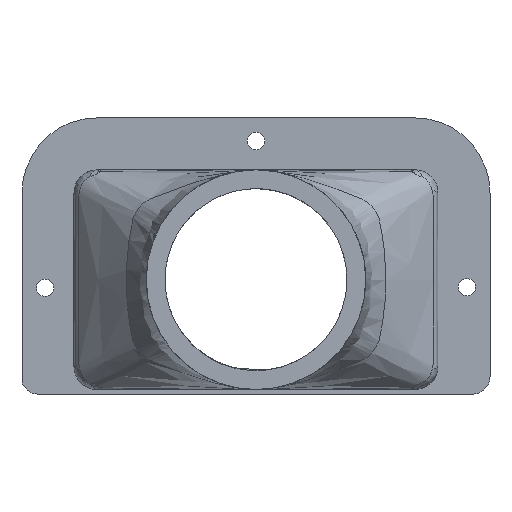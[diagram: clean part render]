
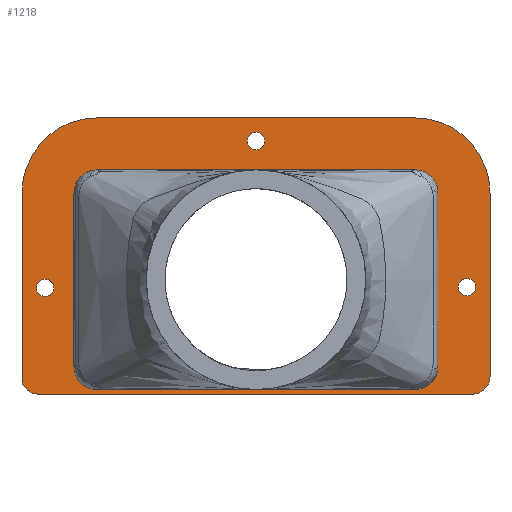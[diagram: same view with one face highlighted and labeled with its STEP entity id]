
A CAD part, left-side view. The second image highlights one B-rep face of the part: STEP entity #1218.
In plain terms, the highlighted planar face has unit normal (-1, 0, 0).
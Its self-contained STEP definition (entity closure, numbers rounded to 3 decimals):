
#109=FACE_BOUND('',#239,.T.);
#110=FACE_BOUND('',#240,.T.);
#111=FACE_BOUND('',#241,.T.);
#112=FACE_BOUND('',#242,.T.);
#121=PLANE('',#1333);
#163=FACE_OUTER_BOUND('',#238,.T.);
#238=EDGE_LOOP('',(#900,#901,#902,#903,#904,#905,#906,#907));
#239=EDGE_LOOP('',(#908,#909,#910,#911,#912,#913,#914,#915));
#240=EDGE_LOOP('',(#916));
#241=EDGE_LOOP('',(#917));
#242=EDGE_LOOP('',(#918));
#326=LINE('',#1792,#394);
#327=LINE('',#1796,#395);
#328=LINE('',#1800,#396);
#329=LINE('',#1803,#397);
#330=LINE('',#1806,#398);
#331=LINE('',#1810,#399);
#332=LINE('',#1814,#400);
#333=LINE('',#1818,#401);
#394=VECTOR('',#1526,10.);
#395=VECTOR('',#1529,10.);
#396=VECTOR('',#1532,10.);
#397=VECTOR('',#1535,10.);
#398=VECTOR('',#1536,10.);
#399=VECTOR('',#1539,10.);
#400=VECTOR('',#1542,10.);
#401=VECTOR('',#1545,10.);
#457=CIRCLE('',#1332,3.);
#458=CIRCLE('',#1334,3.);
#459=CIRCLE('',#1335,13.);
#460=CIRCLE('',#1336,13.);
#461=CIRCLE('',#1337,4.);
#462=CIRCLE('',#1338,4.);
#463=CIRCLE('',#1339,4.);
#464=CIRCLE('',#1340,4.);
#465=CIRCLE('',#1341,1.5);
#466=CIRCLE('',#1342,1.5);
#467=CIRCLE('',#1343,1.5);
#525=VERTEX_POINT('',#1785);
#526=VERTEX_POINT('',#1787);
#527=VERTEX_POINT('',#1791);
#528=VERTEX_POINT('',#1793);
#529=VERTEX_POINT('',#1795);
#530=VERTEX_POINT('',#1797);
#531=VERTEX_POINT('',#1799);
#532=VERTEX_POINT('',#1801);
#533=VERTEX_POINT('',#1804);
#534=VERTEX_POINT('',#1805);
#535=VERTEX_POINT('',#1807);
#536=VERTEX_POINT('',#1809);
#537=VERTEX_POINT('',#1811);
#538=VERTEX_POINT('',#1813);
#539=VERTEX_POINT('',#1815);
#540=VERTEX_POINT('',#1817);
#541=VERTEX_POINT('',#1820);
#542=VERTEX_POINT('',#1822);
#543=VERTEX_POINT('',#1824);
#668=EDGE_CURVE('',#525,#526,#457,.T.);
#670=EDGE_CURVE('',#527,#525,#326,.T.);
#671=EDGE_CURVE('',#528,#527,#458,.T.);
#672=EDGE_CURVE('',#529,#528,#327,.T.);
#673=EDGE_CURVE('',#530,#529,#459,.T.);
#674=EDGE_CURVE('',#530,#531,#328,.T.);
#675=EDGE_CURVE('',#532,#531,#460,.T.);
#676=EDGE_CURVE('',#532,#526,#329,.T.);
#677=EDGE_CURVE('',#533,#534,#330,.T.);
#678=EDGE_CURVE('',#534,#535,#461,.T.);
#679=EDGE_CURVE('',#535,#536,#331,.T.);
#680=EDGE_CURVE('',#536,#537,#462,.T.);
#681=EDGE_CURVE('',#537,#538,#332,.T.);
#682=EDGE_CURVE('',#538,#539,#463,.T.);
#683=EDGE_CURVE('',#539,#540,#333,.T.);
#684=EDGE_CURVE('',#540,#533,#464,.T.);
#685=EDGE_CURVE('',#541,#541,#465,.T.);
#686=EDGE_CURVE('',#542,#542,#466,.T.);
#687=EDGE_CURVE('',#543,#543,#467,.T.);
#900=ORIENTED_EDGE('',*,*,#668,.F.);
#901=ORIENTED_EDGE('',*,*,#670,.F.);
#902=ORIENTED_EDGE('',*,*,#671,.F.);
#903=ORIENTED_EDGE('',*,*,#672,.F.);
#904=ORIENTED_EDGE('',*,*,#673,.F.);
#905=ORIENTED_EDGE('',*,*,#674,.T.);
#906=ORIENTED_EDGE('',*,*,#675,.F.);
#907=ORIENTED_EDGE('',*,*,#676,.T.);
#908=ORIENTED_EDGE('',*,*,#677,.T.);
#909=ORIENTED_EDGE('',*,*,#678,.T.);
#910=ORIENTED_EDGE('',*,*,#679,.T.);
#911=ORIENTED_EDGE('',*,*,#680,.T.);
#912=ORIENTED_EDGE('',*,*,#681,.T.);
#913=ORIENTED_EDGE('',*,*,#682,.T.);
#914=ORIENTED_EDGE('',*,*,#683,.T.);
#915=ORIENTED_EDGE('',*,*,#684,.T.);
#916=ORIENTED_EDGE('',*,*,#685,.F.);
#917=ORIENTED_EDGE('',*,*,#686,.F.);
#918=ORIENTED_EDGE('',*,*,#687,.F.);
#1218=ADVANCED_FACE('',(#163,#109,#110,#111,#112),#121,.F.);
#1332=AXIS2_PLACEMENT_3D('',#1788,#1521,#1522);
#1333=AXIS2_PLACEMENT_3D('',#1790,#1524,#1525);
#1334=AXIS2_PLACEMENT_3D('',#1794,#1527,#1528);
#1335=AXIS2_PLACEMENT_3D('',#1798,#1530,#1531);
#1336=AXIS2_PLACEMENT_3D('',#1802,#1533,#1534);
#1337=AXIS2_PLACEMENT_3D('',#1808,#1537,#1538);
#1338=AXIS2_PLACEMENT_3D('',#1812,#1540,#1541);
#1339=AXIS2_PLACEMENT_3D('',#1816,#1543,#1544);
#1340=AXIS2_PLACEMENT_3D('',#1819,#1546,#1547);
#1341=AXIS2_PLACEMENT_3D('',#1821,#1548,#1549);
#1342=AXIS2_PLACEMENT_3D('',#1823,#1550,#1551);
#1343=AXIS2_PLACEMENT_3D('',#1825,#1552,#1553);
#1521=DIRECTION('center_axis',(1.,0.,0.));
#1522=DIRECTION('ref_axis',(0.,0.939,-0.344));
#1524=DIRECTION('center_axis',(1.,0.,0.));
#1525=DIRECTION('ref_axis',(0.,1.,0.));
#1526=DIRECTION('',(0.,1.,0.));
#1527=DIRECTION('center_axis',(1.,0.,0.));
#1528=DIRECTION('ref_axis',(0.,-0.707,-0.707));
#1529=DIRECTION('',(0.,0.,-1.));
#1530=DIRECTION('center_axis',(1.,0.,0.));
#1531=DIRECTION('ref_axis',(0.,0.,
1.));
#1532=DIRECTION('',(0.,1.,0.));
#1533=DIRECTION('center_axis',(1.,0.,0.));
#1534=DIRECTION('ref_axis',(0.,1.,0.));
#1535=DIRECTION('',(0.,0.,-1.));
#1536=DIRECTION('',(0.,-1.,0.));
#1537=DIRECTION('center_axis',(1.,0.,0.));
#1538=DIRECTION('ref_axis',(0.,-1.,0.));
#1539=DIRECTION('',(0.,0.,-1.));
#1540=DIRECTION('center_axis',(1.,0.,0.));
#1541=DIRECTION('ref_axis',(0.,0.,
-1.));
#1542=DIRECTION('',(0.,1.,0.));
#1543=DIRECTION('center_axis',(1.,0.,0.));
#1544=DIRECTION('ref_axis',(0.,1.,0.));
#1545=DIRECTION('',(0.,0.,1.));
#1546=DIRECTION('center_axis',(1.,0.,0.));
#1547=DIRECTION('ref_axis',(0.,0.,
1.));
#1548=DIRECTION('center_axis',(-1.,0.,0.));
#1549=DIRECTION('ref_axis',(0.,1.,0.));
#1550=DIRECTION('center_axis',(-1.,0.,0.));
#1551=DIRECTION('ref_axis',(0.,1.,0.));
#1552=DIRECTION('center_axis',(-1.,0.,0.));
#1553=DIRECTION('ref_axis',(0.,1.,0.));
#1785=CARTESIAN_POINT('',(-96.6,100.183,-159.8));
#1787=CARTESIAN_POINT('',(-96.6,103.,-157.831));
#1788=CARTESIAN_POINT('Origin',(-96.6,100.183,-156.8));
#1790=CARTESIAN_POINT('Origin',(-96.6,62.5,-135.9));
#1791=CARTESIAN_POINT('',(-96.6,25.,-159.8));
#1792=CARTESIAN_POINT('',(-96.6,22.,-159.8));
#1793=CARTESIAN_POINT('',(-96.6,22.,-156.8));
#1794=CARTESIAN_POINT('Origin',(-96.6,25.,-156.8));
#1795=CARTESIAN_POINT('',(-96.6,22.,-125.));
#1796=CARTESIAN_POINT('',(-96.6,22.,-157.585));
#1797=CARTESIAN_POINT('',(-96.6,35.,-112.));
#1798=CARTESIAN_POINT('Origin',(-96.6,35.,-125.));
#1799=CARTESIAN_POINT('',(-96.6,90.,-112.));
#1800=CARTESIAN_POINT('',(-96.6,35.,-112.));
#1801=CARTESIAN_POINT('',(-96.6,103.,-125.));
#1802=CARTESIAN_POINT('Origin',(-96.6,90.,-125.));
#1803=CARTESIAN_POINT('',(-96.6,103.,-125.));
#1804=CARTESIAN_POINT('',(-96.6,90.,-121.));
#1805=CARTESIAN_POINT('',(-96.6,35.,-121.));
#1806=CARTESIAN_POINT('',(-96.6,48.75,-121.));
#1807=CARTESIAN_POINT('',(-96.6,31.,-125.));
#1808=CARTESIAN_POINT('Origin',(-96.6,35.,-125.));
#1809=CARTESIAN_POINT('',(-96.6,31.,-155.));
#1810=CARTESIAN_POINT('',(-96.6,31.,-145.45));
#1811=CARTESIAN_POINT('',(-96.6,35.,-159.));
#1812=CARTESIAN_POINT('Origin',(-96.6,35.,-155.));
#1813=CARTESIAN_POINT('',(-96.6,90.,-159.));
#1814=CARTESIAN_POINT('',(-96.6,76.25,-159.));
#1815=CARTESIAN_POINT('',(-96.6,94.,-155.));
#1816=CARTESIAN_POINT('Origin',(-96.6,90.,-155.));
#1817=CARTESIAN_POINT('',(-96.6,94.,-125.));
#1818=CARTESIAN_POINT('',(-96.6,94.,-130.45));
#1819=CARTESIAN_POINT('Origin',(-96.6,90.,-125.));
#1820=CARTESIAN_POINT('',(-96.6,61.,-116.));
#1821=CARTESIAN_POINT('Origin',(-96.6,62.5,-116.));
#1822=CARTESIAN_POINT('',(-96.6,24.5,-141.298));
#1823=CARTESIAN_POINT('Origin',(-96.6,26.,-141.298));
#1824=CARTESIAN_POINT('',(-96.6,97.5,-141.41));
#1825=CARTESIAN_POINT('Origin',(-96.6,99.,-141.41));
